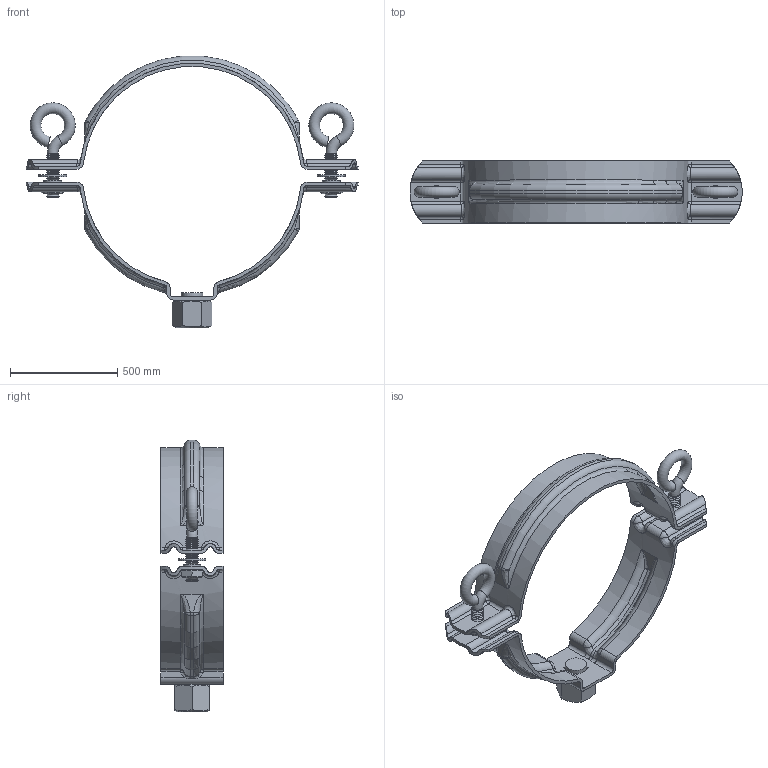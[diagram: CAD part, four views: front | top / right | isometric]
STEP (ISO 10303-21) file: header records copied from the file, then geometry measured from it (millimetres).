
FILE_DESCRIPTION(/* description */ (''),/* implementation_level */ '2;1');
FILE_NAME(/* name */ '00975.100N_3D.stp',/* time_stamp */ '2025-02-04T11:30:10+01:00',/* author */ ('c.rudolph'),/* organization */ (''),/* preprocessor_version */ 'ST-DEVELOPER v20',/* originating_system */ 'AutoCAD Mechanical',/* authorisation */ '');
FILE_SCHEMA (('AUTOMOTIVE_DESIGN { 1 0 10303 214 3 1 1 }'));
Length unit declared in the file: centimetre
Products named in the file (2): Product; *S0
Assembly tree (1 placements, depth 2):
  Product
    *S0
Bounding box: 1549 x 290 x 1268.03 mm (x, y, z)
Volume: 25769046.8 mm3; surface area: 3293430.6 mm2
Topology: 9 solids, 9 shells, 443 faces, 993 edges, 585 vertices
Faces by surface type: cylinder 133, cone 91, plane 87, bspline 56, sphere 48, torus 28
Full cylindrical faces by diameter (mm): 49.17 x2, 50 x2, 60 x6, 70 x1, 83 x2, 83.76 x1, 100 x1, 130 x2
Entity records: 17105 total; most frequent: CARTESIAN_POINT 7546, DIRECTION 1986, ORIENTED_EDGE 1966, EDGE_CURVE 983, AXIS2_PLACEMENT_3D 815, VERTEX_POINT 565, EDGE_LOOP 468, FACE_OUTER_BOUND 443
